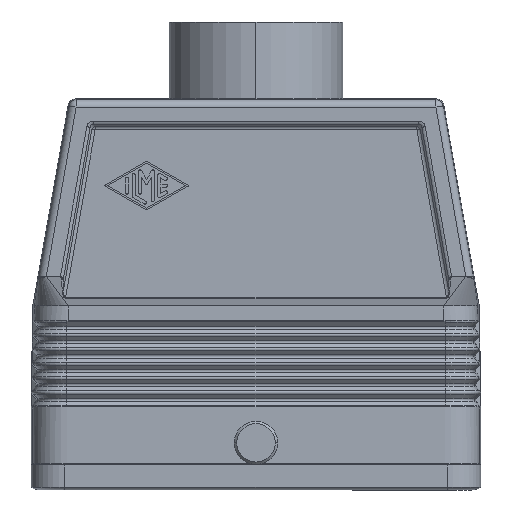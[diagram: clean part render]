
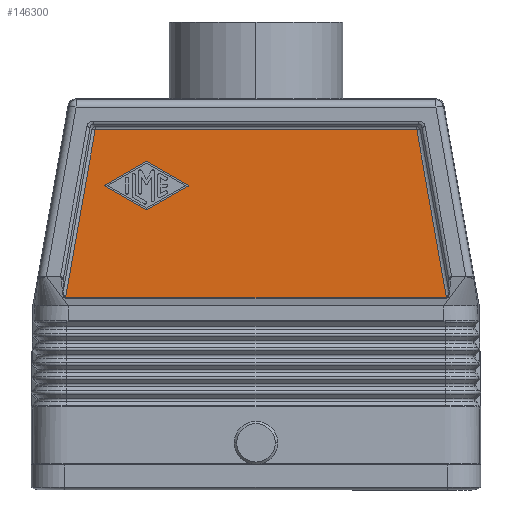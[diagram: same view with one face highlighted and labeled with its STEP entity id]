
A CAD part, left-side view. The second image highlights one B-rep face of the part: STEP entity #146300.
In plain terms, the highlighted planar face has unit normal (-1, 0, 0).
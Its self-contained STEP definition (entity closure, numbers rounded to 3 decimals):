
#87490=CARTESIAN_POINT('',(374.083,-12.317,
48.893));
#87500=DIRECTION('',(1.,0.,0.));
#87510=DIRECTION('',(0.,1.,0.));
#87520=AXIS2_PLACEMENT_3D('',#87490,#87500,#87510);
#87530=PLANE('',#87520);
#139330=CARTESIAN_POINT('',(374.083,56.725,
34.925));
#139340=VERTEX_POINT('',#139330);
#139370=CARTESIAN_POINT('',(374.083,-2.633,
34.925));
#139380=DIRECTION('',(0.,-1.,0.));
#139390=VECTOR('',#139380,1.);
#139400=LINE('',#139370,#139390);
#139410=CARTESIAN_POINT('',(374.083,-22.413,
34.925));
#139420=VERTEX_POINT('',#139410);
#139430=EDGE_CURVE('',#139340,#139420,#139400,.T.);
#143570=CARTESIAN_POINT('',(374.083,-16.265,
69.818));
#143580=VERTEX_POINT('',#143570);
#143630=CARTESIAN_POINT('',(374.083,44.373,
69.818));
#143640=DIRECTION('',(0.,1.,0.));
#143650=VECTOR('',#143640,1.);
#143660=LINE('',#143630,#143650);
#143670=CARTESIAN_POINT('',(374.083,50.578,
69.818));
#143680=VERTEX_POINT('',#143670);
#143690=EDGE_CURVE('',#143580,#143680,#143660,.T.);
#144820=CARTESIAN_POINT('',(374.083,-26.411,
12.233));
#144830=DIRECTION('',(0.,-0.174,-0.985));
#144840=VECTOR('',#144830,1.);
#144850=LINE('',#144820,#144840);
#144860=EDGE_CURVE('',#143580,#139420,#144850,.T.);
#145490=ORIENTED_EDGE('',*,*,#139430,.T.);
#145500=CARTESIAN_POINT('',(374.083,60.723,
12.233));
#145510=DIRECTION('',(0.,0.174,-0.985));
#145520=VECTOR('',#145510,1.);
#145530=LINE('',#145500,#145520);
#145540=EDGE_CURVE('',#143680,#139340,#145530,.T.);
#145550=ORIENTED_EDGE('',*,*,#145540,.T.);
#145560=ORIENTED_EDGE('',*,*,#143690,.T.);
#145570=ORIENTED_EDGE('',*,*,#144860,.F.);
#145580=EDGE_LOOP('',(#145570,#145560,#145550,#145490));
#145590=FACE_OUTER_BOUND('',#145580,.T.);
#145600=CARTESIAN_POINT('',(374.083,44.373,
65.836));
#145610=DIRECTION('',(0.,0.868,0.496));
#145620=VECTOR('',#145610,1.);
#145630=LINE('',#145600,#145620);
#145640=CARTESIAN_POINT('',(374.083,31.324,
58.377));
#145650=VERTEX_POINT('',#145640);
#145660=CARTESIAN_POINT('',(374.083,39.741,
63.188));
#145670=VERTEX_POINT('',#145660);
#145680=EDGE_CURVE('',#145650,#145670,#145630,.T.);
#145690=ORIENTED_EDGE('',*,*,#145680,.F.);
#145700=CARTESIAN_POINT('',(374.083,39.906,
62.899));
#145710=DIRECTION('',(-1.,0.,0.));
#145720=DIRECTION('',(0.,-1.,0.));
#145730=AXIS2_PLACEMENT_3D('',#145700,#145710,#145720);
#145740=CIRCLE('',#145730,0.333);
#145750=CARTESIAN_POINT('',(374.083,40.072,
63.188));
#145760=VERTEX_POINT('',#145750);
#145770=EDGE_CURVE('',#145670,#145760,#145740,.T.);
#145780=ORIENTED_EDGE('',*,*,#145770,.F.);
#145790=CARTESIAN_POINT('',(374.083,44.373,
60.73));
#145800=DIRECTION('',(0.,0.868,-0.496));
#145810=VECTOR('',#145800,1.);
#145820=LINE('',#145790,#145810);
#145830=CARTESIAN_POINT('',(374.083,48.488,
58.377));
#145840=VERTEX_POINT('',#145830);
#145850=EDGE_CURVE('',#145760,#145840,#145820,.T.);
#145860=ORIENTED_EDGE('',*,*,#145850,.F.);
#145870=CARTESIAN_POINT('',(374.083,48.405,
58.233));
#145880=DIRECTION('',(-1.,0.,0.));
#145890=DIRECTION('',(0.,-1.,0.));
#145900=AXIS2_PLACEMENT_3D('',#145870,#145880,#145890);
#145910=CIRCLE('',#145900,0.167);
#145920=CARTESIAN_POINT('',(374.083,48.488,
58.088));
#145930=VERTEX_POINT('',#145920);
#145940=EDGE_CURVE('',#145840,#145930,#145910,.T.);
#145950=ORIENTED_EDGE('',*,*,#145940,.F.);
#145960=CARTESIAN_POINT('',(374.083,44.373,
55.735));
#145970=DIRECTION('',(0.,-0.868,-0.496));
#145980=VECTOR('',#145970,1.);
#145990=LINE('',#145960,#145980);
#146000=CARTESIAN_POINT('',(374.083,40.072,
53.277));
#146010=VERTEX_POINT('',#146000);
#146020=EDGE_CURVE('',#145930,#146010,#145990,.T.);
#146030=ORIENTED_EDGE('',*,*,#146020,.F.);
#146040=CARTESIAN_POINT('',(374.083,39.906,
53.566));
#146050=DIRECTION('',(-1.,0.,0.));
#146060=DIRECTION('',(0.,-1.,0.));
#146070=AXIS2_PLACEMENT_3D('',#146040,#146050,#146060);
#146080=CIRCLE('',#146070,0.333);
#146090=CARTESIAN_POINT('',(374.083,39.741,
53.277));
#146100=VERTEX_POINT('',#146090);
#146110=EDGE_CURVE('',#146010,#146100,#146080,.T.);
#146120=ORIENTED_EDGE('',*,*,#146110,.F.);
#146130=CARTESIAN_POINT('',(374.083,44.373,
50.63));
#146140=DIRECTION('',(0.,-0.868,0.496));
#146150=VECTOR('',#146140,1.);
#146160=LINE('',#146130,#146150);
#146170=CARTESIAN_POINT('',(374.083,31.324,
58.088));
#146180=VERTEX_POINT('',#146170);
#146190=EDGE_CURVE('',#146100,#146180,#146160,.T.);
#146200=ORIENTED_EDGE('',*,*,#146190,.F.);
#146210=CARTESIAN_POINT('',(374.083,31.407,
58.233));
#146220=DIRECTION('',(-1.,0.,0.));
#146230=DIRECTION('',(0.,-1.,0.));
#146240=AXIS2_PLACEMENT_3D('',#146210,#146220,#146230);
#146250=CIRCLE('',#146240,0.167);
#146260=EDGE_CURVE('',#146180,#145650,#146250,.T.);
#146270=ORIENTED_EDGE('',*,*,#146260,.F.);
#146280=EDGE_LOOP('',(#146270,#146200,#146120,#146030,#145950,#145860,
#145780,#145690));
#146290=FACE_BOUND('',#146280,.T.);
#146300=ADVANCED_FACE('',(#145590,#146290),#87530,.F.);
